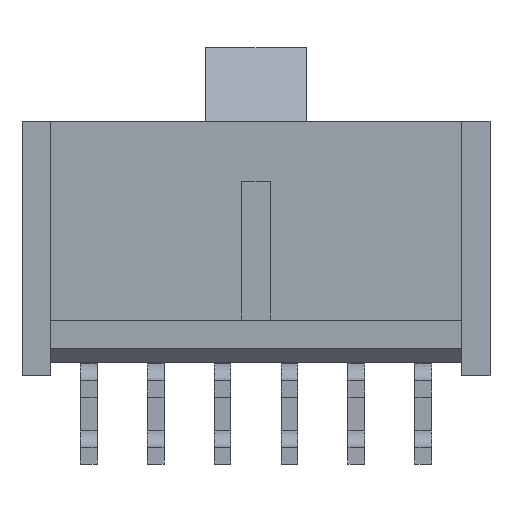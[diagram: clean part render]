
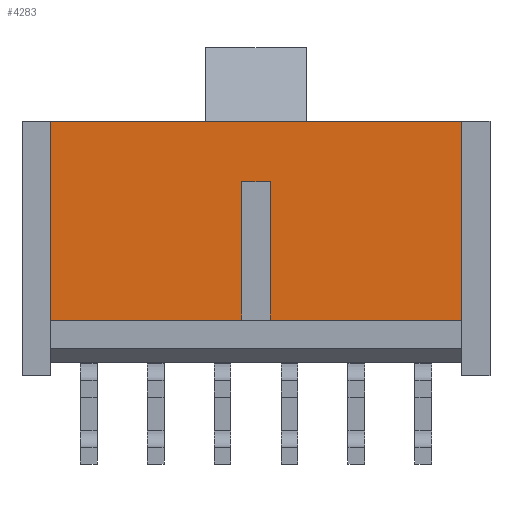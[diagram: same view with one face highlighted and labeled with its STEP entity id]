
A CAD part, front view. The second image highlights one B-rep face of the part: STEP entity #4283.
In plain terms, the highlighted planar face has unit normal (0, -1, 0).
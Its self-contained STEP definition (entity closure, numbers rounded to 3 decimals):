
#170=DIRECTION('',(-1.,0.,0.));
#171=VECTOR('',#170,15.646);
#172=CARTESIAN_POINT('',(7.823,-3.861,0.));
#173=LINE('',#172,#171);
#1102=DIRECTION('',(1.,0.,0.));
#1103=VECTOR('',#1102,1.067);
#1104=CARTESIAN_POINT('',(-0.533,-3.861,-2.286));
#1105=LINE('',#1104,#1103);
#1106=DIRECTION('',(0.,0.,1.));
#1107=VECTOR('',#1106,5.258);
#1108=CARTESIAN_POINT('',(-0.533,-3.861,-7.544));
#1109=LINE('',#1108,#1107);
#1110=DIRECTION('',(1.,0.,0.));
#1111=VECTOR('',#1110,7.29);
#1112=CARTESIAN_POINT('',(-7.823,-3.861,-7.544));
#1113=LINE('',#1112,#1111);
#1114=DIRECTION('',(0.,0.,1.));
#1115=VECTOR('',#1114,7.544);
#1116=CARTESIAN_POINT('',(-7.823,-3.861,-7.544));
#1117=LINE('',#1116,#1115);
#1118=DIRECTION('',(0.,0.,1.));
#1119=VECTOR('',#1118,7.544);
#1120=CARTESIAN_POINT('',(7.823,-3.861,-7.544));
#1121=LINE('',#1120,#1119);
#1122=DIRECTION('',(1.,0.,0.));
#1123=VECTOR('',#1122,7.29);
#1124=CARTESIAN_POINT('',(0.533,-3.861,-7.544));
#1125=LINE('',#1124,#1123);
#1126=DIRECTION('',(0.,0.,1.));
#1127=VECTOR('',#1126,5.258);
#1128=CARTESIAN_POINT('',(0.533,-3.861,-7.544));
#1129=LINE('',#1128,#1127);
#2494=CARTESIAN_POINT('',(7.823,-3.861,0.));
#2495=CARTESIAN_POINT('',(-7.823,-3.861,0.));
#2496=VERTEX_POINT('',#2494);
#2497=VERTEX_POINT('',#2495);
#2510=CARTESIAN_POINT('',(-7.823,-3.861,-7.544));
#2511=VERTEX_POINT('',#2510);
#2512=CARTESIAN_POINT('',(7.823,-3.861,-7.544));
#2513=VERTEX_POINT('',#2512);
#2530=CARTESIAN_POINT('',(-0.533,-3.861,-2.286));
#2531=CARTESIAN_POINT('',(0.533,-3.861,-2.286));
#2532=VERTEX_POINT('',#2530);
#2533=VERTEX_POINT('',#2531);
#2534=CARTESIAN_POINT('',(-0.533,-3.861,-7.544));
#2535=VERTEX_POINT('',#2534);
#2536=CARTESIAN_POINT('',(0.533,-3.861,-7.544));
#2537=VERTEX_POINT('',#2536);
#4265=CARTESIAN_POINT('',(-8.89,-3.861,0.));
#4266=DIRECTION('',(0.,-1.,0.));
#4267=DIRECTION('',(1.,0.,0.));
#4268=AXIS2_PLACEMENT_3D('',#4265,#4266,#4267);
#4269=PLANE('',#4268);
#4271=ORIENTED_EDGE('',*,*,#4270,.F.);
#4273=ORIENTED_EDGE('',*,*,#4272,.F.);
#4274=ORIENTED_EDGE('',*,*,#4249,.F.);
#4275=ORIENTED_EDGE('',*,*,#4209,.T.);
#4276=ORIENTED_EDGE('',*,*,#3251,.F.);
#4277=ORIENTED_EDGE('',*,*,#4132,.F.);
#4278=ORIENTED_EDGE('',*,*,#4257,.F.);
#4280=ORIENTED_EDGE('',*,*,#4279,.T.);
#4281=EDGE_LOOP('',(#4271,#4273,#4274,#4275,#4276,#4277,#4278,#4280));
#4282=FACE_OUTER_BOUND('',#4281,.F.);
#3251=EDGE_CURVE('',#2496,#2497,#173,.T.);
#4132=EDGE_CURVE('',#2513,#2496,#1121,.T.);
#4209=EDGE_CURVE('',#2511,#2497,#1117,.T.);
#4249=EDGE_CURVE('',#2511,#2535,#1113,.T.);
#4257=EDGE_CURVE('',#2537,#2513,#1125,.T.);
#4270=EDGE_CURVE('',#2532,#2533,#1105,.T.);
#4272=EDGE_CURVE('',#2535,#2532,#1109,.T.);
#4279=EDGE_CURVE('',#2537,#2533,#1129,.T.);
#4283=ADVANCED_FACE('',(#4282),#4269,.T.);
